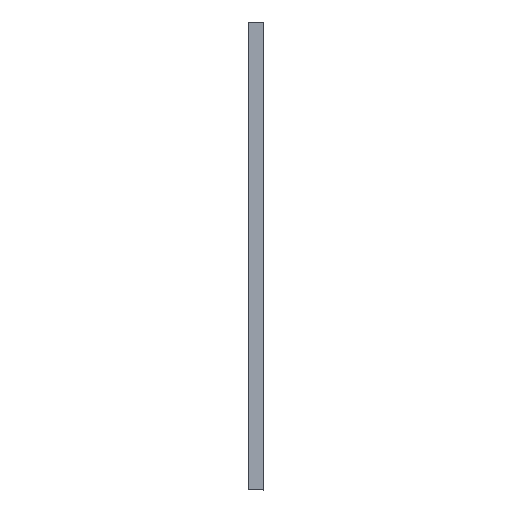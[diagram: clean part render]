
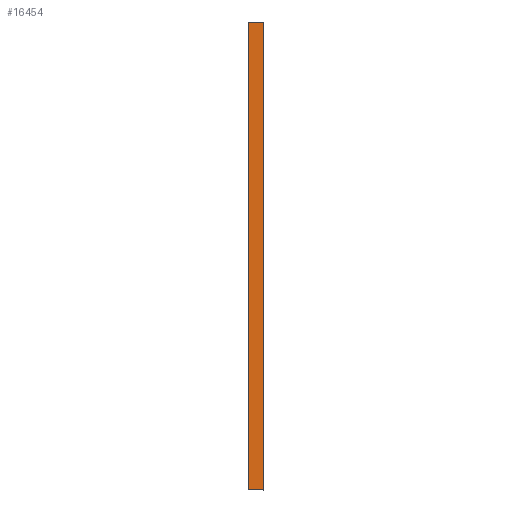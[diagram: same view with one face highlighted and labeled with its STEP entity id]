
A CAD part, front view. The second image highlights one B-rep face of the part: STEP entity #16454.
In plain terms, the highlighted planar face has unit normal (0.011, -1, 0).
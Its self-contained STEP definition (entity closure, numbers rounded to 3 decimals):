
#251=DIRECTION('',(-1.,-0.01,0.));
#252=VECTOR('',#251,65.004);
#253=CARTESIAN_POINT('',(65.,-84.343,2000.));
#254=LINE('',#253,#252);
#2735=DIRECTION('',(0.,0.,1.));
#2736=VECTOR('',#2735,2000.);
#2737=CARTESIAN_POINT('',(0.,-85.024,0.));
#2738=LINE('',#2737,#2736);
#2739=DIRECTION('',(0.,0.,-1.));
#2740=VECTOR('',#2739,2000.);
#2741=CARTESIAN_POINT('',(65.,-84.343,2000.));
#2742=LINE('',#2741,#2740);
#2755=DIRECTION('',(1.,0.01,0.));
#2756=VECTOR('',#2755,65.004);
#2757=CARTESIAN_POINT('',(0.,-85.024,0.));
#2758=LINE('',#2757,#2756);
#12489=CARTESIAN_POINT('',(65.,-84.343,2000.));
#12490=CARTESIAN_POINT('',(65.,-84.343,0.));
#12491=VERTEX_POINT('',#12489);
#12492=VERTEX_POINT('',#12490);
#12593=CARTESIAN_POINT('',(0.,-85.024,0.));
#12594=CARTESIAN_POINT('',(0.,-85.024,2000.));
#12595=VERTEX_POINT('',#12593);
#12596=VERTEX_POINT('',#12594);
#16441=CARTESIAN_POINT('',(2.274,-85.,0.));
#16442=DIRECTION('',(0.01,-1.,0.));
#16443=DIRECTION('',(1.,0.01,0.));
#16444=AXIS2_PLACEMENT_3D('',#16441,#16442,#16443);
#16445=PLANE('',#16444);
#16447=ORIENTED_EDGE('',*,*,#16446,.F.);
#16448=ORIENTED_EDGE('',*,*,#15133,.T.);
#16449=ORIENTED_EDGE('',*,*,#15089,.F.);
#16451=ORIENTED_EDGE('',*,*,#16450,.T.);
#16452=EDGE_LOOP('',(#16447,#16448,#16449,#16451));
#16453=FACE_OUTER_BOUND('',#16452,.F.);
#16454=ADVANCED_FACE('',(#16453),#16445,.T.);
#15089=EDGE_CURVE('',#12491,#12596,#254,.T.);
#15133=EDGE_CURVE('',#12595,#12596,#2738,.T.);
#16446=EDGE_CURVE('',#12595,#12492,#2758,.T.);
#16450=EDGE_CURVE('',#12491,#12492,#2742,.T.);
